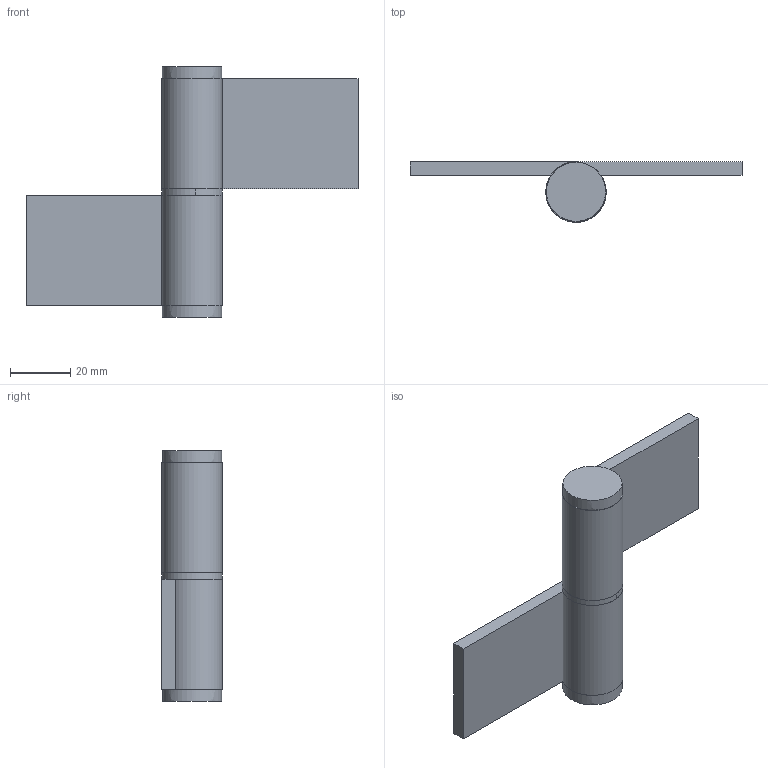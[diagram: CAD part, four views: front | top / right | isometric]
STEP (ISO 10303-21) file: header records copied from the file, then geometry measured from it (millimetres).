
FILE_DESCRIPTION((''),'2;1');
FILE_NAME('','2005-04-20T09:50:02',(''),(''),'','CADfix','');
FILE_SCHEMA(('AUTOMOTIVE_DESIGN'));
Length unit declared in the file: millimetre
Products named in the file (5): hinge piece; washer; shaft; rivet; TH_60_1L_12011_36
Assembly tree (5 placements, depth 2):
  TH_60_1L_12011_36
    hinge piece  x2
    washer
    shaft
    rivet
Bounding box: 110 x 19.99 x 83 mm (x, y, z)
Volume: 41394.3 mm3; surface area: 21260.8 mm2
Topology: 5 solids, 5 shells, 34 faces, 84 edges, 64 vertices
Faces by surface type: bspline 34
Entity records: 1093 total; most frequent: CARTESIAN_POINT 571, ORIENTED_EDGE 132, EDGE_CURVE 66, VERTEX_POINT 52, EDGE_LOOP 32, DIRECTION 30, FACE_OUTER_BOUND 26, ADVANCED_FACE 26
